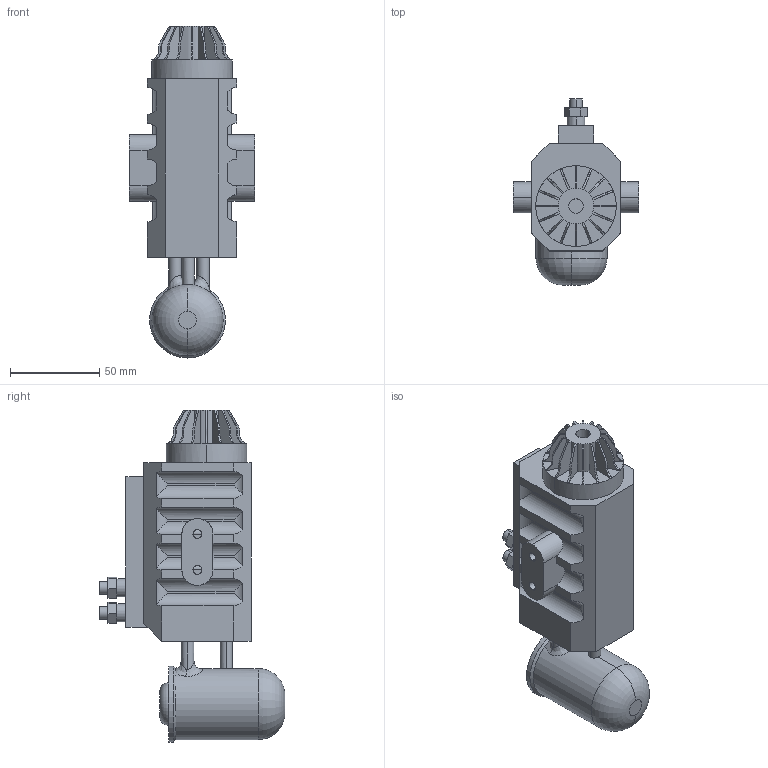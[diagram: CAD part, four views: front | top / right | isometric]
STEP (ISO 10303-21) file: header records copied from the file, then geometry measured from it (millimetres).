
FILE_DESCRIPTION (( 'STEP AP214' ), '1' );
FILE_NAME ('Injection pump.STEP', '2023-04-24T17:07:48', ( '' ), ( '' ), 'SwSTEP 2.0', 'SolidWorks 2017', '' );
FILE_SCHEMA (( 'AUTOMOTIVE_DESIGN' ));
Length unit declared in the file: millimetre
Products named in the file (1): Injection pump
Bounding box: 70 x 103.91 x 185.54 mm (x, y, z)
Volume: 380839.7 mm3; surface area: 54082.1 mm2
Topology: 3 solids, 3 shells, 314 faces, 843 edges, 546 vertices
Faces by surface type: plane 174, cylinder 114, bspline 20, torus 4, cone 2
Entity records: 11593 total; most frequent: CARTESIAN_POINT 3956, ORIENTED_EDGE 1686, DIRECTION 1470, EDGE_CURVE 843, VERTEX_POINT 546, LINE 496, VECTOR 496, AXIS2_PLACEMENT_3D 487
